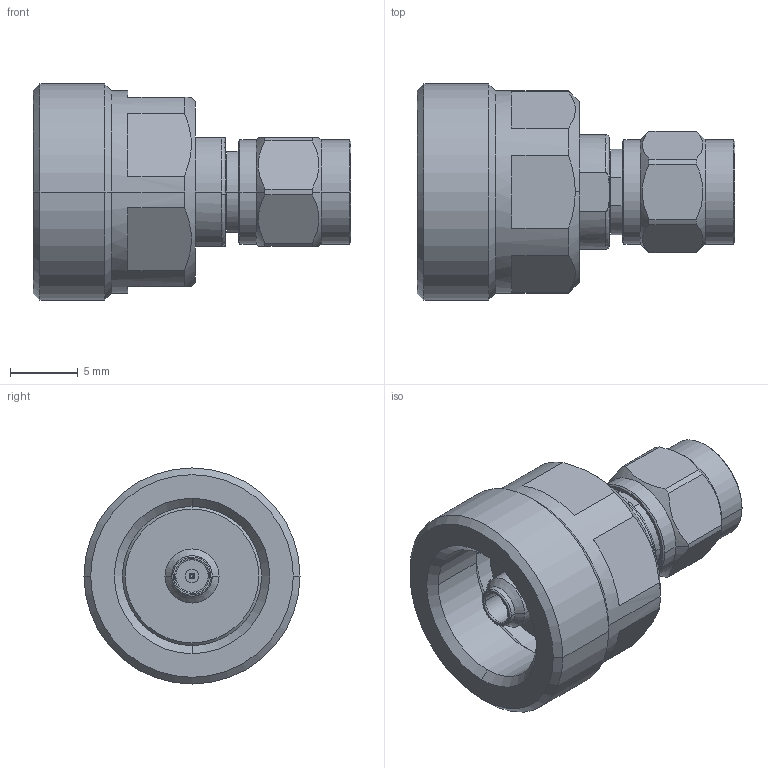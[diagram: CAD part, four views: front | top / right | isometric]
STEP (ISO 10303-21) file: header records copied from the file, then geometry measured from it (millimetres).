
FILE_DESCRIPTION (( 'STEP AP214' ), '1' );
FILE_NAME ('FMAD10147_3D.step', '2026-03-10T21:53:38', ( '' ), ( '' ), 'SwSTEP 2.0', 'SolidWorks 2025', '' );
FILE_SCHEMA (( 'AUTOMOTIVE_DESIGN' ));
Length unit declared in the file: inch
Products named in the file (4): FMAD10147_3D; Copy of ADS-VNA108-1^FMAD10147; Copy of ADS-VNA10-8-185-8---10-8^FMAD10147; Copy of ADS-VNA10-8-185-3---185-3^FMAD10147
Assembly tree (3 placements, depth 2):
  FMAD10147_3D
    Copy of ADS-VNA10-8-185-8---10-8^FMAD10147
    Copy of ADS-VNA108-1^FMAD10147
    Copy of ADS-VNA10-8-185-3---185-3^FMAD10147
Bounding box: 23.5 x 16 x 16 mm (x, y, z)
Volume: 2202.4 mm3; surface area: 2543 mm2
Topology: 4 solids, 4 shells, 187 faces, 439 edges, 271 vertices
Faces by surface type: plane 62, cylinder 61, cone 56, torus 8
Entity records: 5735 total; most frequent: CARTESIAN_POINT 1189, DIRECTION 1017, ORIENTED_EDGE 874, EDGE_CURVE 437, AXIS2_PLACEMENT_3D 427, VERTEX_POINT 271, CIRCLE 234, EDGE_LOOP 202
